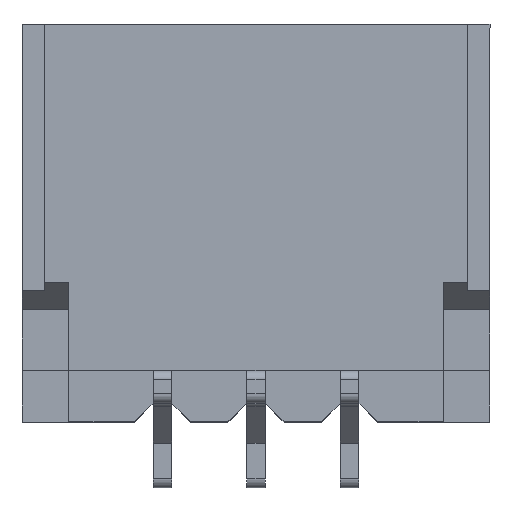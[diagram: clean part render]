
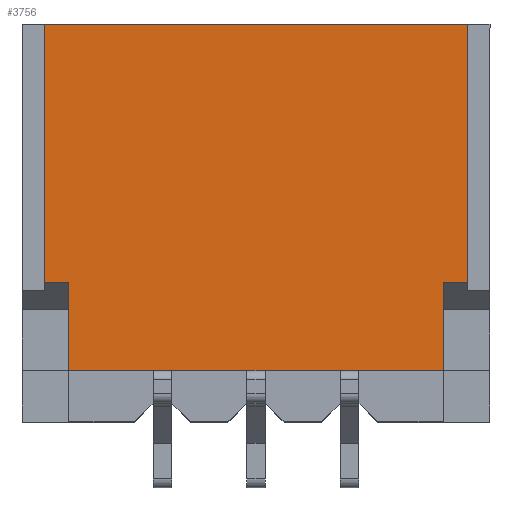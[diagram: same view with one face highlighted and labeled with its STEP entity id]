
A CAD part, top view. The second image highlights one B-rep face of the part: STEP entity #3756.
In plain terms, the highlighted face is planar.
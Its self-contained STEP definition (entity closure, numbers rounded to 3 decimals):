
#140=FACE_OUTER_BOUND('',#341,.T.);
#341=EDGE_LOOP('',(#2542,#2543,#2544,#2545,#2546,#2547,#2548,#2549));
#549=LINE('',#5304,#1043);
#589=LINE('',#5387,#1083);
#619=LINE('',#5445,#1113);
#620=LINE('',#5447,#1114);
#621=LINE('',#5448,#1115);
#622=LINE('',#5450,#1116);
#623=LINE('',#5452,#1117);
#624=LINE('',#5453,#1118);
#1043=VECTOR('',#4257,1000.);
#1083=VECTOR('',#4303,1000.);
#1113=VECTOR('',#4339,1000.);
#1114=VECTOR('',#4340,1000.);
#1115=VECTOR('',#4341,1000.);
#1116=VECTOR('',#4342,1000.);
#1117=VECTOR('',#4343,1000.);
#1118=VECTOR('',#4344,1000.);
#1537=VERTEX_POINT('',#5301);
#1538=VERTEX_POINT('',#5303);
#1577=VERTEX_POINT('',#5385);
#1578=VERTEX_POINT('',#5386);
#1603=VERTEX_POINT('',#5444);
#1604=VERTEX_POINT('',#5446);
#1605=VERTEX_POINT('',#5449);
#1606=VERTEX_POINT('',#5451);
#1907=EDGE_CURVE('',#1538,#1537,#549,.T.);
#1947=EDGE_CURVE('',#1577,#1578,#589,.T.);
#1977=EDGE_CURVE('',#1537,#1603,#619,.T.);
#1978=EDGE_CURVE('',#1603,#1604,#620,.T.);
#1979=EDGE_CURVE('',#1604,#1577,#621,.T.);
#1980=EDGE_CURVE('',#1605,#1578,#622,.T.);
#1981=EDGE_CURVE('',#1606,#1605,#623,.T.);
#1982=EDGE_CURVE('',#1538,#1606,#624,.T.);
#2542=ORIENTED_EDGE('',*,*,#1977,.T.);
#2543=ORIENTED_EDGE('',*,*,#1978,.T.);
#2544=ORIENTED_EDGE('',*,*,#1979,.T.);
#2545=ORIENTED_EDGE('',*,*,#1947,.T.);
#2546=ORIENTED_EDGE('',*,*,#1980,.F.);
#2547=ORIENTED_EDGE('',*,*,#1981,.F.);
#2548=ORIENTED_EDGE('',*,*,#1982,.F.);
#2549=ORIENTED_EDGE('',*,*,#1907,.T.);
#3589=PLANE('',#3977);
#3756=ADVANCED_FACE('',(#140),#3589,.T.);
#3977=AXIS2_PLACEMENT_3D('',#5443,#4337,#4338);
#4257=DIRECTION('',(1.,0.,0.));
#4303=DIRECTION('',(-1.,0.,0.));
#4337=DIRECTION('center_axis',(0.,1.,0.));
#4338=DIRECTION('ref_axis',(0.,0.,1.));
#4339=DIRECTION('',(0.,0.,-1.));
#4340=DIRECTION('',(-1.,0.,0.));
#4341=DIRECTION('',(0.,0.,-1.));
#4342=DIRECTION('',(0.,0.,-1.));
#4343=DIRECTION('',(1.,0.,0.));
#4344=DIRECTION('',(0.,0.,-1.));
#5301=CARTESIAN_POINT('',(2.26,0.,3.895));
#5303=CARTESIAN_POINT('',(-2.26,0.,3.895));
#5304=CARTESIAN_POINT('',(-2.5,0.,3.895));
#5385=CARTESIAN_POINT('',(2.,0.,0.195));
#5386=CARTESIAN_POINT('',(-2.,0.,0.195));
#5387=CARTESIAN_POINT('',(2.5,0.,0.195));
#5443=CARTESIAN_POINT('Origin',(0.,0.,0.));
#5444=CARTESIAN_POINT('',(2.26,0.,1.135));
#5445=CARTESIAN_POINT('',(2.26,0.,3.896));
#5446=CARTESIAN_POINT('',(2.,0.,1.135));
#5447=CARTESIAN_POINT('',(2.5,0.,1.135));
#5448=CARTESIAN_POINT('',(2.,0.,1.135));
#5449=CARTESIAN_POINT('',(-2.,0.,1.134));
#5450=CARTESIAN_POINT('',(-2.,0.,1.134));
#5451=CARTESIAN_POINT('',(-2.26,0.,1.134));
#5452=CARTESIAN_POINT('',(-2.5,0.,1.134));
#5453=CARTESIAN_POINT('',(-2.26,0.,3.895));
